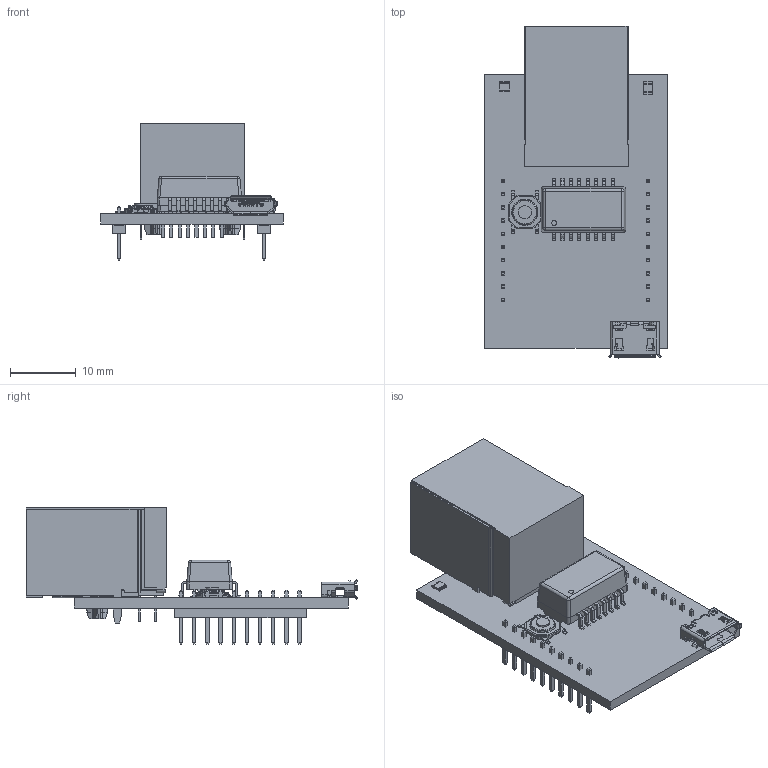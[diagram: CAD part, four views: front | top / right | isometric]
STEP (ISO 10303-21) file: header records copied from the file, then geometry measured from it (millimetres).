
FILE_DESCRIPTION (( 'STEP AP214' ), '1' );
FILE_NAME ('AS-XBEE-ETH-100-RJ45-00-R00.STEP', '2022-09-04T10:32:18', ( '' ), ( '' ), 'SwSTEP 2.0', 'SolidWorks 2020', '' );
FILE_SCHEMA (( 'AUTOMOTIVE_DESIGN' ));
Length unit declared in the file: millimetre
Products named in the file (13): _TMM-110-03-L-S_body.stp; _TMM-110-03-L-S_pins1.stp; TMM-110-03-L-S.stp; TL3342F160QG--3DModel-STEP-520916.step; 7012X1--3DModel-STEP-1.step; _TMM-110-03-L-S_pins2.stp; AS-XBEE-ETH-100-RJ45-00-R00; 5558342-1.stp; 10118194-0001LF--3DModel-STEP-533217.step; Ethernet_NTRIP_Master; LTST-C19HE1WT--3DModel-STEP-56544.step; PT61018PEL.step
Assembly tree (15 placements, depth 3):
  AS-XBEE-ETH-100-RJ45-00-R00
    Ethernet_NTRIP_Master
    5558342-1.stp
    7012X1--3DModel-STEP-1.step
    10118194-0001LF--3DModel-STEP-533217.step
    LTST-C19HE1WT--3DModel-STEP-56544.step
    TL3342F160QG--3DModel-STEP-520916.step
    TMM-110-03-L-S.stp
      _TMM-110-03-L-S_body.stp
      _TMM-110-03-L-S_pins1.stp
      _TMM-110-03-L-S_pins2.stp
    TMM-110-03-L-S.stp
      _TMM-110-03-L-S_body.stp
      _TMM-110-03-L-S_pins1.stp
      _TMM-110-03-L-S_pins2.stp
    PT61018PEL.step
Bounding box: 27.69 x 50.34 x 20.75 mm (x, y, z)
Volume: 5719.9 mm3; surface area: 8276.9 mm2
Topology: 37 solids, 37 shells, 2247 faces, 5948 edges, 3807 vertices
Faces by surface type: plane 1720, cylinder 463, bspline 41, cone 11, torus 8, sphere 4
Entity records: 64904 total; most frequent: CARTESIAN_POINT 13909, ORIENTED_EDGE 10744, DIRECTION 9924, EDGE_CURVE 5372, LINE 4274, VECTOR 4274, VERTEX_POINT 3455, AXIS2_PLACEMENT_3D 2825
